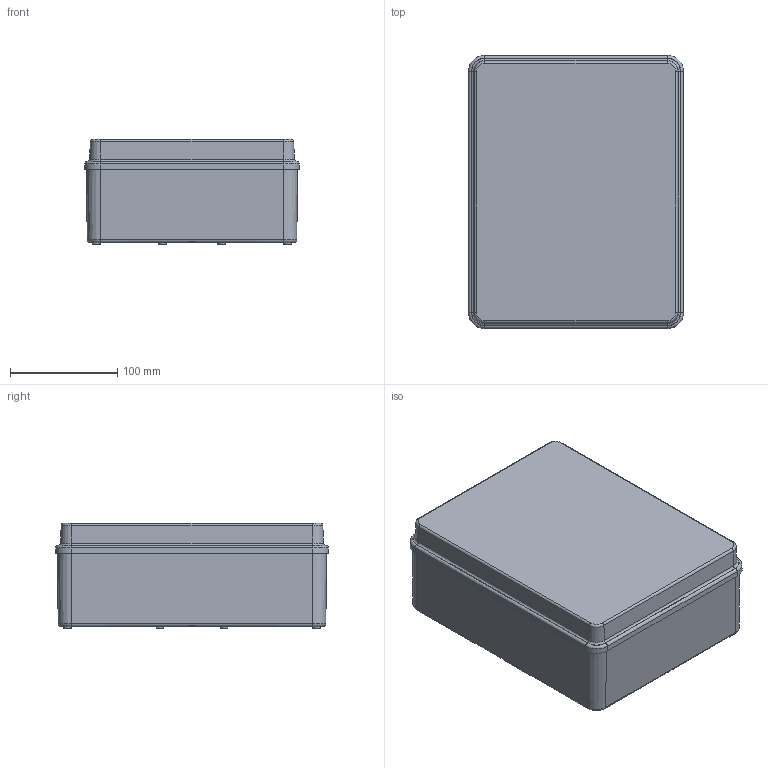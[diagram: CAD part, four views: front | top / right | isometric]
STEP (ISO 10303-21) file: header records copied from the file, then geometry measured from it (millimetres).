
FILE_DESCRIPTION((''),'2;1');
FILE_NAME('GW44208_ASM','2020-07-23T23:20:54',('user'),('Technoprobe spa'),'CREO PARAMETRIC BY PTC INC, 2019471','CREO PARAMETRIC BY PTC INC, 2019471','');
FILE_SCHEMA(('CONFIG_CONTROL_DESIGN'));
Length unit declared in the file: millimetre
Products named in the file (3): 55910277B4X1_COPERCHIO_BASSO; 55910681A2X3_FONDO_CASSETTA_LIS; GW44208_ASM
Assembly tree (2 placements, depth 2):
  GW44208_ASM
    55910277B4X1_COPERCHIO_BASSO
    55910681A2X3_FONDO_CASSETTA_LIS
Bounding box: 200.2 x 254.2 x 98 mm (x, y, z)
Volume: 608044.9 mm3; surface area: 388050.7 mm2
Topology: 2 solids, 2 shells, 747 faces, 2043 edges, 1336 vertices
Faces by surface type: plane 482, cone 164, cylinder 80, torus 17, sphere 4
Entity records: 24873 total; most frequent: CARTESIAN_POINT 5789, ORIENTED_EDGE 4078, DIRECTION 3796, EDGE_CURVE 2039, VECTOR 1500, LINE 1500, VERTEX_POINT 1336, AXIS2_PLACEMENT_3D 1148
